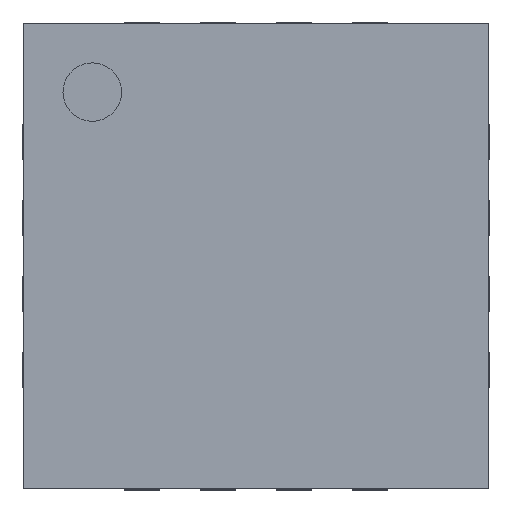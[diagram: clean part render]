
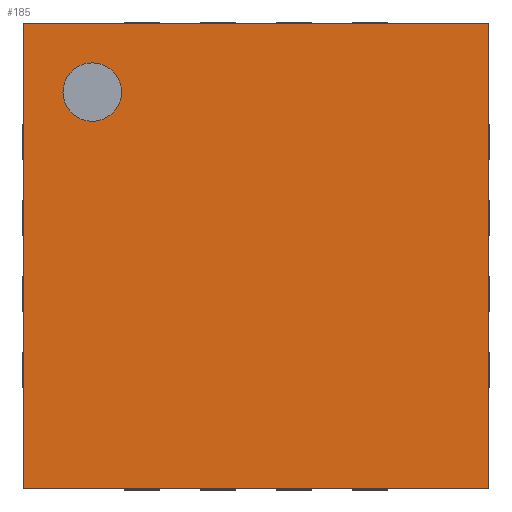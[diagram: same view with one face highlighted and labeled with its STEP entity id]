
A CAD part, top view. The second image highlights one B-rep face of the part: STEP entity #185.
In plain terms, the highlighted planar face has unit normal (0, 0, 1).
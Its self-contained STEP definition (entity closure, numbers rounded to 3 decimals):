
#21 = EDGE_CURVE('',#22,#24,#26,.T.);
#22 = VERTEX_POINT('',#23);
#23 = CARTESIAN_POINT('',(-1.988,1.988,0.75));
#24 = VERTEX_POINT('',#25);
#25 = CARTESIAN_POINT('',(1.988,1.988,0.75));
#26 = LINE('',#27,#28);
#27 = CARTESIAN_POINT('',(-1.988,1.988,0.75));
#28 = VECTOR('',#29,1.);
#29 = DIRECTION('',(1.,0.,0.));
#185 = ADVANCED_FACE('',(#186,#211),#222,.T.);
#186 = FACE_BOUND('',#187,.T.);
#187 = EDGE_LOOP('',(#188,#189,#197,#205));
#188 = ORIENTED_EDGE('',*,*,#21,.F.);
#189 = ORIENTED_EDGE('',*,*,#190,.T.);
#190 = EDGE_CURVE('',#22,#191,#193,.T.);
#191 = VERTEX_POINT('',#192);
#192 = CARTESIAN_POINT('',(-1.988,-1.988,0.75));
#193 = LINE('',#194,#195);
#194 = CARTESIAN_POINT('',(-1.988,1.988,0.75));
#195 = VECTOR('',#196,1.);
#196 = DIRECTION('',(0.,-1.,0.));
#197 = ORIENTED_EDGE('',*,*,#198,.T.);
#198 = EDGE_CURVE('',#191,#199,#201,.T.);
#199 = VERTEX_POINT('',#200);
#200 = CARTESIAN_POINT('',(1.988,-1.988,0.75));
#201 = LINE('',#202,#203);
#202 = CARTESIAN_POINT('',(-1.988,-1.988,0.75));
#203 = VECTOR('',#204,1.);
#204 = DIRECTION('',(1.,0.,0.));
#205 = ORIENTED_EDGE('',*,*,#206,.F.);
#206 = EDGE_CURVE('',#24,#199,#207,.T.);
#207 = LINE('',#208,#209);
#208 = CARTESIAN_POINT('',(1.988,1.988,0.75));
#209 = VECTOR('',#210,1.);
#210 = DIRECTION('',(0.,-1.,0.));
#211 = FACE_BOUND('',#212,.T.);
#212 = EDGE_LOOP('',(#213));
#213 = ORIENTED_EDGE('',*,*,#214,.T.);
#214 = EDGE_CURVE('',#215,#215,#217,.T.);
#215 = VERTEX_POINT('',#216);
#216 = CARTESIAN_POINT('',(-1.4,1.15,0.75));
#217 = CIRCLE('',#218,0.25);
#218 = AXIS2_PLACEMENT_3D('',#219,#220,#221);
#219 = CARTESIAN_POINT('',(-1.4,1.4,0.75));
#220 = DIRECTION('',(0.,-0.,-1.));
#221 = DIRECTION('',(0.,-1.,0.));
#222 = PLANE('',#223);
#223 = AXIS2_PLACEMENT_3D('',#224,#225,#226);
#224 = CARTESIAN_POINT('',(-1.988,1.988,0.75));
#225 = DIRECTION('',(0.,0.,1.));
#226 = DIRECTION('',(0.,-1.,0.));
